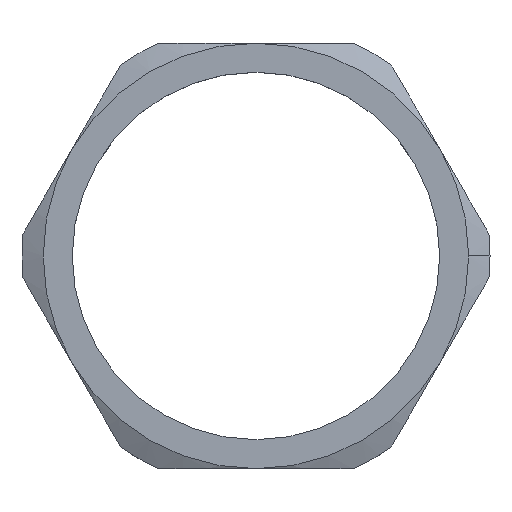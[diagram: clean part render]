
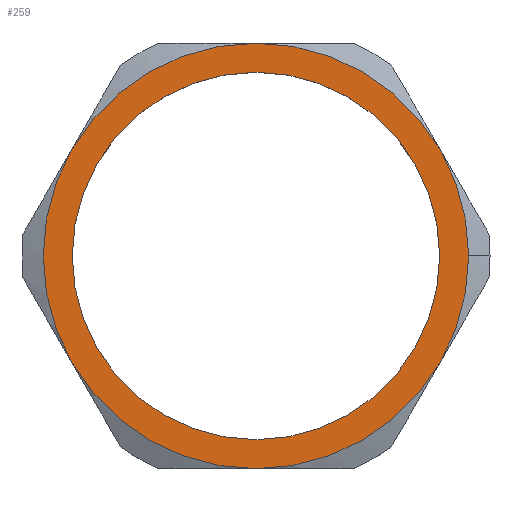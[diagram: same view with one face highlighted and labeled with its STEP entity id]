
A CAD part, top view. The second image highlights one B-rep face of the part: STEP entity #259.
In plain terms, the highlighted planar face has unit normal (0, 0, 1).
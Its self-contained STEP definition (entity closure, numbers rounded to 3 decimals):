
#5 = AXIS2_PLACEMENT_3D ( 'NONE', #623, #622, #621 ) ;
#9 = AXIS2_PLACEMENT_3D ( 'NONE', #586, #582, #581 ) ;
#23 = AXIS2_PLACEMENT_3D ( 'NONE', #620, #609, #608 ) ;
#29 = AXIS2_PLACEMENT_3D ( 'NONE', #577, #576, #299 ) ;
#32 = AXIS2_PLACEMENT_3D ( 'NONE', #580, #579, #578 ) ;
#35 = AXIS2_PLACEMENT_3D ( 'NONE', #300, #301, #302 ) ;
#37 = AXIS2_PLACEMENT_3D ( 'NONE', #303, #304, #305 ) ;
#38 = AXIS2_PLACEMENT_3D ( 'NONE', #306, #307, #308 ) ;
#39 = AXIS2_PLACEMENT_3D ( 'NONE', #309, #310, #311 ) ;
#91 = FACE_BOUND ( 'NONE', #770, .T. ) ;
#92 = FACE_OUTER_BOUND ( 'NONE', #764, .T. ) ;
#95 = AXIS2_PLACEMENT_3D ( 'NONE', #498, #499, #500 ) ;
#142 = EDGE_CURVE ( 'NONE', #798, #795, #245, .T. ) ;
#146 = EDGE_CURVE ( 'NONE', #796, #789, #244, .T. ) ;
#154 = EDGE_CURVE ( 'NONE', #789, #796, #239, .T. ) ;
#155 = EDGE_CURVE ( 'NONE', #806, #798, #238, .T. ) ;
#156 = EDGE_CURVE ( 'NONE', #795, #799, #237, .T. ) ;
#157 = EDGE_CURVE ( 'NONE', #799, #810, #236, .T. ) ;
#158 = EDGE_CURVE ( 'NONE', #810, #805, #235, .T. ) ;
#159 = EDGE_CURVE ( 'NONE', #805, #807, #234, .T. ) ;
#160 = EDGE_CURVE ( 'NONE', #807, #806, #233, .T. ) ;
#233 = CIRCLE ( 'NONE', #39, 11. ) ;
#234 = CIRCLE ( 'NONE', #38, 11. ) ;
#235 = CIRCLE ( 'NONE', #37, 11. ) ;
#236 = CIRCLE ( 'NONE', #35, 11. ) ;
#237 = CIRCLE ( 'NONE', #29, 11. ) ;
#238 = CIRCLE ( 'NONE', #32, 11. ) ;
#239 = CIRCLE ( 'NONE', #9, 9.5 ) ;
#244 = CIRCLE ( 'NONE', #23, 9.5 ) ;
#245 = CIRCLE ( 'NONE', #5, 11. ) ;
#259 = ADVANCED_FACE ( 'NONE', ( #91, #92 ), #497, .T. ) ;
#299 = DIRECTION ( 'NONE',  ( 1., 0., 0. ) ) ;
#300 = CARTESIAN_POINT ( 'NONE',  ( 0., 0., 3. ) ) ;
#301 = DIRECTION ( 'NONE',  ( 0., 0., 1. ) ) ;
#302 = DIRECTION ( 'NONE',  ( 1., 0., 0. ) ) ;
#303 = CARTESIAN_POINT ( 'NONE',  ( 0., 0., 3. ) ) ;
#304 = DIRECTION ( 'NONE',  ( 0., 0., 1. ) ) ;
#305 = DIRECTION ( 'NONE',  ( 1., 0., 0. ) ) ;
#306 = CARTESIAN_POINT ( 'NONE',  ( 0., 0., 3. ) ) ;
#307 = DIRECTION ( 'NONE',  ( 0., 0., 1. ) ) ;
#308 = DIRECTION ( 'NONE',  ( 1., 0., 0. ) ) ;
#309 = CARTESIAN_POINT ( 'NONE',  ( 0., 0., 3. ) ) ;
#310 = DIRECTION ( 'NONE',  ( 0., 0., 1. ) ) ;
#311 = DIRECTION ( 'NONE',  ( 1., 0., 0. ) ) ;
#497 = PLANE ( 'NONE',  #95 ) ;
#498 = CARTESIAN_POINT ( 'NONE',  ( 0., 0., 3. ) ) ;
#499 = DIRECTION ( 'NONE',  ( 0., 0., 1. ) ) ;
#500 = DIRECTION ( 'NONE',  ( 1., 0., 0. ) ) ;
#541 = CARTESIAN_POINT ( 'NONE',  ( 9.5, 0., 3. ) ) ;
#547 = CARTESIAN_POINT ( 'NONE',  ( 9.526, 5.5, 3. ) ) ;
#548 = CARTESIAN_POINT ( 'NONE',  ( -9.5, 0., 3. ) ) ;
#550 = CARTESIAN_POINT ( 'NONE',  ( 11., 0., 3. ) ) ;
#551 = CARTESIAN_POINT ( 'NONE',  ( 0., 11., 3. ) ) ;
#557 = CARTESIAN_POINT ( 'NONE',  ( -9.526, -5.5, 3. ) ) ;
#558 = CARTESIAN_POINT ( 'NONE',  ( 9.526, -5.5, 3. ) ) ;
#559 = CARTESIAN_POINT ( 'NONE',  ( 0., -11., 3. ) ) ;
#562 = CARTESIAN_POINT ( 'NONE',  ( -9.526, 5.5, 3. ) ) ;
#576 = DIRECTION ( 'NONE',  ( 0., 0., 1. ) ) ;
#577 = CARTESIAN_POINT ( 'NONE',  ( 0., 0., 3. ) ) ;
#578 = DIRECTION ( 'NONE',  ( 1., 0., 0. ) ) ;
#579 = DIRECTION ( 'NONE',  ( 0., 0., 1. ) ) ;
#580 = CARTESIAN_POINT ( 'NONE',  ( 0., 0., 3. ) ) ;
#581 = DIRECTION ( 'NONE',  ( 1., 0., 0. ) ) ;
#582 = DIRECTION ( 'NONE',  ( 0., 0., 1. ) ) ;
#586 = CARTESIAN_POINT ( 'NONE',  ( 0., 0., 3. ) ) ;
#608 = DIRECTION ( 'NONE',  ( 1., 0., 0. ) ) ;
#609 = DIRECTION ( 'NONE',  ( 0., 0., 1. ) ) ;
#620 = CARTESIAN_POINT ( 'NONE',  ( 0., 0., 3. ) ) ;
#621 = DIRECTION ( 'NONE',  ( 1., 0., 0. ) ) ;
#622 = DIRECTION ( 'NONE',  ( 0., 0., 1. ) ) ;
#623 = CARTESIAN_POINT ( 'NONE',  ( 0., 0., 3. ) ) ;
#729 = ORIENTED_EDGE ( 'NONE', *, *, #146, .F. ) ;
#730 = ORIENTED_EDGE ( 'NONE', *, *, #156, .T. ) ;
#731 = ORIENTED_EDGE ( 'NONE', *, *, #154, .F. ) ;
#732 = ORIENTED_EDGE ( 'NONE', *, *, #155, .T. ) ;
#733 = ORIENTED_EDGE ( 'NONE', *, *, #142, .T. ) ;
#734 = ORIENTED_EDGE ( 'NONE', *, *, #158, .T. ) ;
#735 = ORIENTED_EDGE ( 'NONE', *, *, #157, .T. ) ;
#736 = ORIENTED_EDGE ( 'NONE', *, *, #159, .T. ) ;
#737 = ORIENTED_EDGE ( 'NONE', *, *, #160, .T. ) ;
#764 = EDGE_LOOP ( 'NONE', ( #732, #733, #730, #735, #734, #736, #737 ) ) ;
#770 = EDGE_LOOP ( 'NONE', ( #729, #731 ) ) ;
#789 = VERTEX_POINT ( 'NONE', #541 ) ;
#795 = VERTEX_POINT ( 'NONE', #547 ) ;
#796 = VERTEX_POINT ( 'NONE', #548 ) ;
#798 = VERTEX_POINT ( 'NONE', #550 ) ;
#799 = VERTEX_POINT ( 'NONE', #551 ) ;
#805 = VERTEX_POINT ( 'NONE', #557 ) ;
#806 = VERTEX_POINT ( 'NONE', #558 ) ;
#807 = VERTEX_POINT ( 'NONE', #559 ) ;
#810 = VERTEX_POINT ( 'NONE', #562 ) ;
